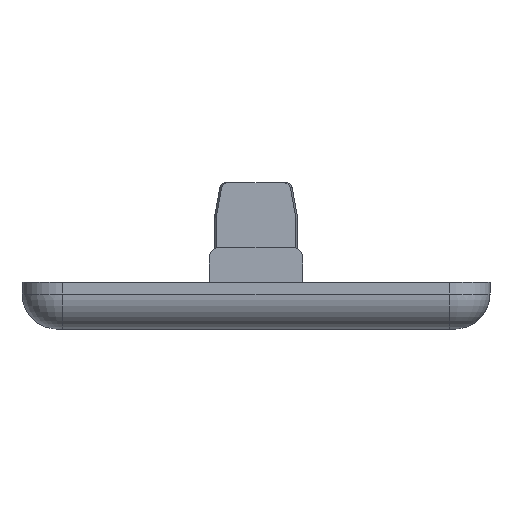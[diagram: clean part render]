
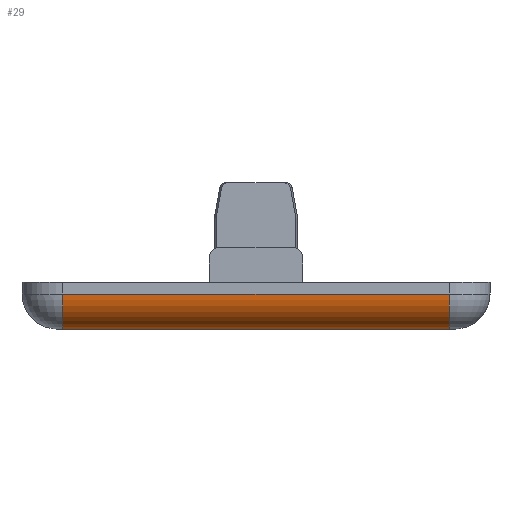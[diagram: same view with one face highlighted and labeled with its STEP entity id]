
A CAD part, left-side view. The second image highlights one B-rep face of the part: STEP entity #29.
In plain terms, the highlighted cylindrical face has radius 3 mm (diameter 6 mm), a partial arc.
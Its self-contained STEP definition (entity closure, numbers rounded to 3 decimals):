
#29 = ADVANCED_FACE ( 'NONE', ( #159 ), #155, .T. ) ;
#155 = CYLINDRICAL_SURFACE ( 'NONE', #913, 3. ) ;
#159 = FACE_OUTER_BOUND ( 'NONE', #2650, .T. ) ;
#549 = CIRCLE ( 'NONE', #1188, 3. ) ;
#552 = CIRCLE ( 'NONE', #1190, 3. ) ;
#624 = LINE ( 'NONE', #719, #626 ) ;
#626 = VECTOR ( 'NONE', #720, 1000. ) ;
#630 = LINE ( 'NONE', #729, #639 ) ;
#639 = VECTOR ( 'NONE', #743, 1000. ) ;
#719 = CARTESIAN_POINT ( 'NONE',  ( -77., 20., 0. ) ) ;
#720 = DIRECTION ( 'NONE',  ( 0., 1., 0. ) ) ;
#729 = CARTESIAN_POINT ( 'NONE',  ( -80., 20., 3. ) ) ;
#743 = DIRECTION ( 'NONE',  ( 0., -1., 0. ) ) ;
#913 = AXIS2_PLACEMENT_3D ( 'NONE', #3331, #3330, #3333 ) ;
#1188 = AXIS2_PLACEMENT_3D ( 'NONE', #2762, #2758, #2757 ) ;
#1190 = AXIS2_PLACEMENT_3D ( 'NONE', #2752, #2749, #2748 ) ;
#1244 = VERTEX_POINT ( 'NONE', #2582 ) ;
#1295 = VERTEX_POINT ( 'NONE', #2516 ) ;
#1988 = ORIENTED_EDGE ( 'NONE', *, *, #3084, .F. ) ;
#1989 = ORIENTED_EDGE ( 'NONE', *, *, #3011, .F. ) ;
#1990 = ORIENTED_EDGE ( 'NONE', *, *, #3077, .F. ) ;
#1991 = ORIENTED_EDGE ( 'NONE', *, *, #3013, .T. ) ;
#2341 = VERTEX_POINT ( 'NONE', #2426 ) ;
#2348 = VERTEX_POINT ( 'NONE', #2417 ) ;
#2417 = CARTESIAN_POINT ( 'NONE',  ( -77., 16.5, 0. ) ) ;
#2426 = CARTESIAN_POINT ( 'NONE',  ( -80., -16.5, 3. ) ) ;
#2516 = CARTESIAN_POINT ( 'NONE',  ( -80., 16.5, 3. ) ) ;
#2582 = CARTESIAN_POINT ( 'NONE',  ( -77., -16.5, 0. ) ) ;
#2650 = EDGE_LOOP ( 'NONE', ( #1991, #1990, #1989, #1988 ) ) ;
#2748 = DIRECTION ( 'NONE',  ( 0., 0., -1. ) ) ;
#2749 = DIRECTION ( 'NONE',  ( 0., -1., 0. ) ) ;
#2752 = CARTESIAN_POINT ( 'NONE',  ( -77., 16.5, 3. ) ) ;
#2757 = DIRECTION ( 'NONE',  ( 0., 0., -1. ) ) ;
#2758 = DIRECTION ( 'NONE',  ( 0., -1., 0. ) ) ;
#2762 = CARTESIAN_POINT ( 'NONE',  ( -77., -16.5, 3. ) ) ;
#3011 = EDGE_CURVE ( 'NONE', #2341, #1244, #549, .T. ) ;
#3013 = EDGE_CURVE ( 'NONE', #1295, #2348, #552, .T. ) ;
#3077 = EDGE_CURVE ( 'NONE', #1244, #2348, #624, .T. ) ;
#3084 = EDGE_CURVE ( 'NONE', #1295, #2341, #630, .T. ) ;
#3330 = DIRECTION ( 'NONE',  ( 0., -1., 0. ) ) ;
#3331 = CARTESIAN_POINT ( 'NONE',  ( -77., 20., 3. ) ) ;
#3333 = DIRECTION ( 'NONE',  ( 0., 0., -1. ) ) ;
